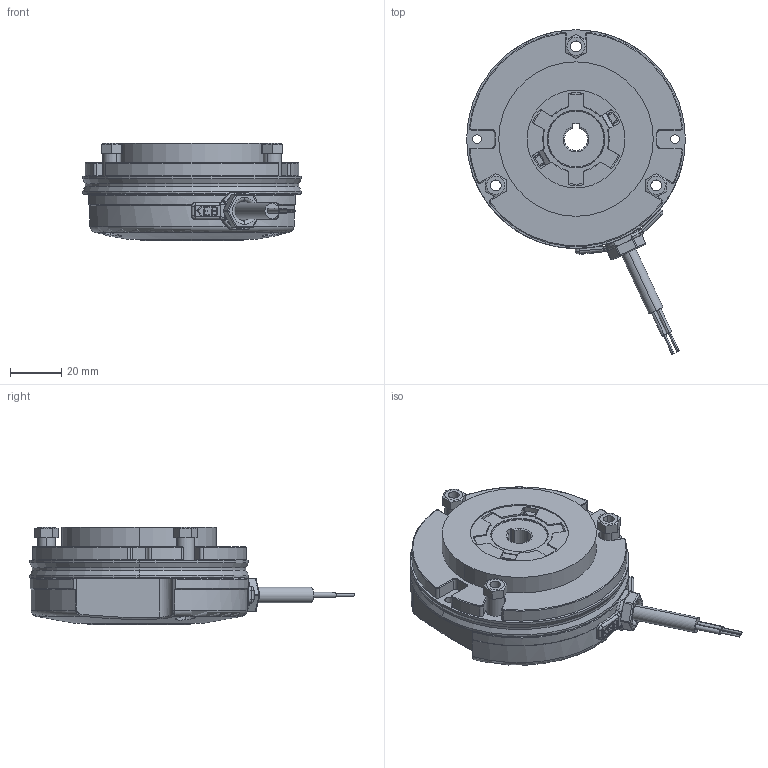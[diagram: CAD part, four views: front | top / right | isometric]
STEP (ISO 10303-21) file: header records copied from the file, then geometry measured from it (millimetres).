
FILE_DESCRIPTION (( 'STEP AP214' ), '1' );
FILE_NAME ('dr_bk_02_38_mu.STEP', '2021-11-03T14:08:44', ( '' ), ( '' ), 'SwSTEP 2.0', 'SolidWorks 2019', '' );
FILE_SCHEMA (( 'AUTOMOTIVE_DESIGN' ));
Length unit declared in the file: millimetre
Products named in the file (6): 10068349_000; dr_bk_02_38_mu; 10068347_000; 10068345_000; 10068346_000; 10068348_000
Assembly tree (7 placements, depth 2):
  dr_bk_02_38_mu
    10068349_000
    10068346_000
    10068345_000  x3
    10068347_000
    10068348_000
Bounding box: 85 x 126.07 x 37.7 mm (x, y, z)
Volume: 159603.5 mm3; surface area: 45757.9 mm2
Topology: 8 solids, 8 shells, 803 faces, 2056 edges, 1270 vertices
Faces by surface type: cylinder 308, plane 217, bspline 130, torus 69, cone 64, sphere 15
Entity records: 30075 total; most frequent: CARTESIAN_POINT 8880, ORIENTED_EDGE 3844, DIRECTION 3533, EDGE_CURVE 1922, AXIS2_PLACEMENT_3D 1384, VERTEX_POINT 1194, EDGE_LOOP 800, VECTOR 765
